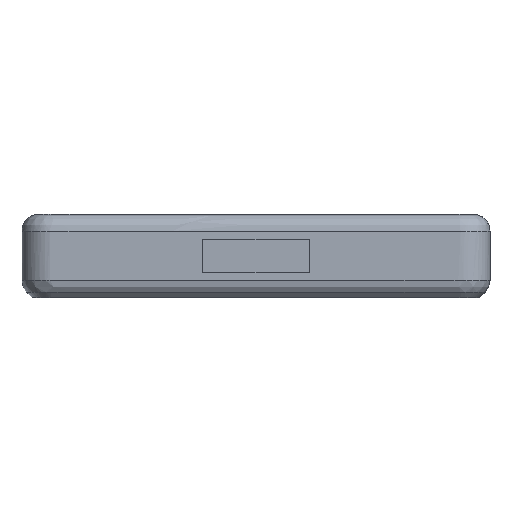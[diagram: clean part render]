
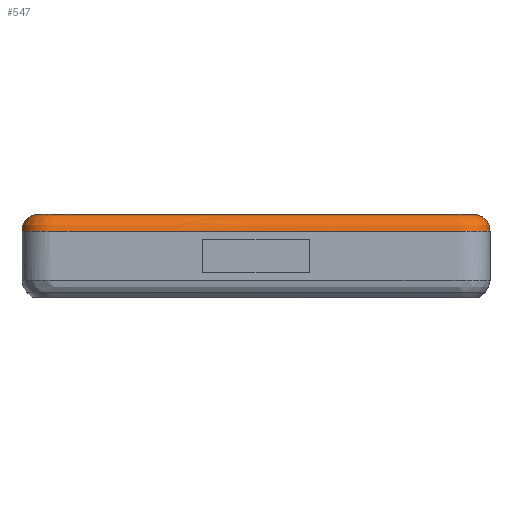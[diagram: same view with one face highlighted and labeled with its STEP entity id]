
A CAD part, left-side view. The second image highlights one B-rep face of the part: STEP entity #547.
In plain terms, the highlighted free-form (B-spline) face has degree [2, 3] with [3, 19] control points.
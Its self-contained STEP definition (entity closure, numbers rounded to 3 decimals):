
#547=ADVANCED_FACE($,(#1371),#9762,.T.);
#1371=FACE_OUTER_BOUND($,#2194,.T.);
#2194=EDGE_LOOP($,(#5190,#5191,#5192,#5193));
#5190=ORIENTED_EDGE($,*,*,#8203,.T.);
#5191=ORIENTED_EDGE($,*,*,#6464,.F.);
#5192=ORIENTED_EDGE($,*,*,#6467,.T.);
#5193=ORIENTED_EDGE($,*,*,#6462,.T.);
#6462=EDGE_CURVE($,#8484,#9631,#10494,.T.);
#6464=EDGE_CURVE($,#8486,#9643,#10496,.T.);
#6467=EDGE_CURVE($,#8486,#8484,#10498,.T.);
#8203=EDGE_CURVE($,#9631,#9643,#10697,.T.);
#8484=VERTEX_POINT($,#33503);
#8486=VERTEX_POINT($,#33505);
#9631=VERTEX_POINT($,#34650);
#9643=VERTEX_POINT($,#34662);
#9762=(
BOUNDED_SURFACE()
B_SPLINE_SURFACE(2,3,((#29254,#29255,#29256,#29257,#29258,#29259,#29260,
#29261,#29262,#29263,#29264,#29265,#29266,#29267,#29268,#29269,#29270,#29271,
#29272),(#29273,#29274,#29275,#29276,#29277,#29278,#29279,#29280,#29281,
#29282,#29283,#29284,#29285,#29286,#29287,#29288,#29289,#29290,#29291),(#29292,
#29293,#29294,#29295,#29296,#29297,#29298,#29299,#29300,#29301,#29302,#29303,
#29304,#29305,#29306,#29307,#29308,#29309,#29310)),.UNSPECIFIED.,.F.,.F.,
.F.)
B_SPLINE_SURFACE_WITH_KNOTS((3,3),(4,1,1,1,3,3,1,1,1,3,4),(0.,1.),(0.,0.51,
1.063,1.619,2.199,41.199,41.709,
42.262,42.818,43.398,83.425),.UNSPECIFIED.)
GEOMETRIC_REPRESENTATION_ITEM()
RATIONAL_B_SPLINE_SURFACE(((1.,1.,1.,1.,1.,1.,1.,1.,1.,1.,1.,1.,1.,1.,1.,
1.,1.,1.,1.),(0.707,0.707,0.707,0.707,
0.707,0.707,0.707,0.707,
0.707,0.707,0.707,0.707,
0.707,0.707,0.707,0.707,0.707,
0.707,0.707),(1.,1.,1.,1.,1.,1.,1.,1.,1.,1.,1.,1.,
1.,1.,1.,1.,1.,1.,1.)))
REPRESENTATION_ITEM($)
SURFACE()
);
#10494=(
BOUNDED_CURVE()
B_SPLINE_CURVE(3,(#13676,#13677,#13678,#13679,#13680,#13681,#13682,#13683,
#13684,#13685,#13686,#13687,#13688,#13689,#13690,#13691,#13692,#13693,#13694),
.UNSPECIFIED.,.F.,.F.)
B_SPLINE_CURVE_WITH_KNOTS((4,1,1,1,3,3,1,1,1,3,4),(0.,0.51,
1.063,1.619,2.199,41.199,41.709,
42.262,42.818,43.398,83.425),.UNSPECIFIED.)
CURVE()
GEOMETRIC_REPRESENTATION_ITEM()
RATIONAL_B_SPLINE_CURVE((1.,1.,1.,1.,1.,1.,1.,1.,1.,1.,1.,1.,1.,1.,1.,1.,
1.,1.,1.))
REPRESENTATION_ITEM($)
);
#10496=(
BOUNDED_CURVE()
B_SPLINE_CURVE(3,(#13746,#13747,#13748,#13749,#13750,#13751,#13752,#13753,
#13754,#13755,#13756,#13757,#13758,#13759,#13760,#13761,#13762,#13763,#13764),
.UNSPECIFIED.,.F.,.F.)
B_SPLINE_CURVE_WITH_KNOTS((4,1,1,1,3,3,1,1,1,3,4),(0.,
0.51,1.063,1.619,2.199,41.199,
41.709,42.262,42.818,43.398,83.425),
.UNSPECIFIED.)
CURVE()
GEOMETRIC_REPRESENTATION_ITEM()
RATIONAL_B_SPLINE_CURVE((1.,1.,1.,1.,1.,1.,1.,1.,1.,1.,1.,1.,1.,1.,1.,1.,
1.,1.,1.))
REPRESENTATION_ITEM($)
);
#10498=(
BOUNDED_CURVE()
B_SPLINE_CURVE(2,(#13818,#13819,#13820),.UNSPECIFIED.,.F.,.F.)
B_SPLINE_CURVE_WITH_KNOTS((3,3),(0.,1.),.UNSPECIFIED.)
CURVE()
GEOMETRIC_REPRESENTATION_ITEM()
RATIONAL_B_SPLINE_CURVE((1.,0.707,1.))
REPRESENTATION_ITEM($)
);
#10697=(
BOUNDED_CURVE()
B_SPLINE_CURVE(2,(#24007,#24008,#24009),.UNSPECIFIED.,.F.,.F.)
B_SPLINE_CURVE_WITH_KNOTS((3,3),(0.,2.512),.UNSPECIFIED.)
CURVE()
GEOMETRIC_REPRESENTATION_ITEM()
RATIONAL_B_SPLINE_CURVE((1.,0.707,1.))
REPRESENTATION_ITEM($)
);
#13676=CARTESIAN_POINT($,(53.,1.6,5.5));
#13677=CARTESIAN_POINT($,(52.83,1.6,5.5));
#13678=CARTESIAN_POINT($,(52.475,1.665,5.5));
#13679=CARTESIAN_POINT($,(52.01,1.958,5.5));
#13680=CARTESIAN_POINT($,(51.68,2.428,5.5));
#13681=CARTESIAN_POINT($,(51.6,2.807,5.5));
#13682=CARTESIAN_POINT($,(51.6,3.,5.5));
#13683=CARTESIAN_POINT($,(51.6,16.,5.5));
#13684=CARTESIAN_POINT($,(51.6,29.,5.5));
#13685=CARTESIAN_POINT($,(51.6,42.,5.5));
#13686=CARTESIAN_POINT($,(51.6,42.17,5.5));
#13687=CARTESIAN_POINT($,(51.665,42.525,5.5));
#13688=CARTESIAN_POINT($,(51.958,42.99,5.5));
#13689=CARTESIAN_POINT($,(52.428,43.32,5.5));
#13690=CARTESIAN_POINT($,(52.807,43.4,5.5));
#13691=CARTESIAN_POINT($,(53.,43.4,5.5));
#13692=CARTESIAN_POINT($,(66.342,43.4,5.5));
#13693=CARTESIAN_POINT($,(79.685,43.4,5.5));
#13694=CARTESIAN_POINT($,(93.027,43.4,5.5));
#13746=CARTESIAN_POINT($,(53.,0.,3.9));
#13747=CARTESIAN_POINT($,(52.635,0.,3.9));
#13748=CARTESIAN_POINT($,(51.876,0.14,3.9));
#13749=CARTESIAN_POINT($,(50.878,0.768,3.9));
#13750=CARTESIAN_POINT($,(50.171,1.775,3.9));
#13751=CARTESIAN_POINT($,(50.,2.586,3.9));
#13752=CARTESIAN_POINT($,(50.,3.,3.9));
#13753=CARTESIAN_POINT($,(50.,16.,3.9));
#13754=CARTESIAN_POINT($,(50.,29.,3.9));
#13755=CARTESIAN_POINT($,(50.,42.,3.9));
#13756=CARTESIAN_POINT($,(50.,42.365,3.9));
#13757=CARTESIAN_POINT($,(50.14,43.124,3.9));
#13758=CARTESIAN_POINT($,(50.768,44.122,3.9));
#13759=CARTESIAN_POINT($,(51.775,44.829,3.9));
#13760=CARTESIAN_POINT($,(52.586,45.,3.9));
#13761=CARTESIAN_POINT($,(53.,45.,3.9));
#13762=CARTESIAN_POINT($,(66.342,45.,3.9));
#13763=CARTESIAN_POINT($,(79.685,45.,3.9));
#13764=CARTESIAN_POINT($,(93.027,45.,3.9));
#13818=CARTESIAN_POINT($,(53.,0.,3.9));
#13819=CARTESIAN_POINT($,(53.,0.,5.5));
#13820=CARTESIAN_POINT($,(53.,1.6,5.5));
#24007=CARTESIAN_POINT($,(93.027,43.4,5.5));
#24008=CARTESIAN_POINT($,(93.027,45.,5.5));
#24009=CARTESIAN_POINT($,(93.027,45.,3.9));
#29254=CARTESIAN_POINT($,(53.,0.,3.9));
#29255=CARTESIAN_POINT($,(52.635,0.,3.9));
#29256=CARTESIAN_POINT($,(51.876,0.14,3.9));
#29257=CARTESIAN_POINT($,(50.878,0.768,3.9));
#29258=CARTESIAN_POINT($,(50.171,1.775,3.9));
#29259=CARTESIAN_POINT($,(50.,2.586,3.9));
#29260=CARTESIAN_POINT($,(50.,3.,3.9));
#29261=CARTESIAN_POINT($,(50.,16.,3.9));
#29262=CARTESIAN_POINT($,(50.,29.,3.9));
#29263=CARTESIAN_POINT($,(50.,42.,3.9));
#29264=CARTESIAN_POINT($,(50.,42.365,3.9));
#29265=CARTESIAN_POINT($,(50.14,43.124,3.9));
#29266=CARTESIAN_POINT($,(50.768,44.122,3.9));
#29267=CARTESIAN_POINT($,(51.775,44.829,3.9));
#29268=CARTESIAN_POINT($,(52.586,45.,3.9));
#29269=CARTESIAN_POINT($,(53.,45.,3.9));
#29270=CARTESIAN_POINT($,(66.342,45.,3.9));
#29271=CARTESIAN_POINT($,(79.685,45.,3.9));
#29272=CARTESIAN_POINT($,(93.027,45.,3.9));
#29273=CARTESIAN_POINT($,(53.,0.,5.5));
#29274=CARTESIAN_POINT($,(52.635,0.,5.5));
#29275=CARTESIAN_POINT($,(51.876,0.14,5.5));
#29276=CARTESIAN_POINT($,(50.878,0.768,5.5));
#29277=CARTESIAN_POINT($,(50.171,1.775,5.5));
#29278=CARTESIAN_POINT($,(50.,2.586,5.5));
#29279=CARTESIAN_POINT($,(50.,3.,5.5));
#29280=CARTESIAN_POINT($,(50.,16.,5.5));
#29281=CARTESIAN_POINT($,(50.,29.,5.5));
#29282=CARTESIAN_POINT($,(50.,42.,5.5));
#29283=CARTESIAN_POINT($,(50.,42.365,5.5));
#29284=CARTESIAN_POINT($,(50.14,43.124,5.5));
#29285=CARTESIAN_POINT($,(50.768,44.122,5.5));
#29286=CARTESIAN_POINT($,(51.775,44.829,5.5));
#29287=CARTESIAN_POINT($,(52.586,45.,5.5));
#29288=CARTESIAN_POINT($,(53.,45.,5.5));
#29289=CARTESIAN_POINT($,(66.342,45.,5.5));
#29290=CARTESIAN_POINT($,(79.685,45.,5.5));
#29291=CARTESIAN_POINT($,(93.027,45.,5.5));
#29292=CARTESIAN_POINT($,(53.,1.6,5.5));
#29293=CARTESIAN_POINT($,(52.83,1.6,5.5));
#29294=CARTESIAN_POINT($,(52.475,1.665,5.5));
#29295=CARTESIAN_POINT($,(52.01,1.958,5.5));
#29296=CARTESIAN_POINT($,(51.68,2.428,5.5));
#29297=CARTESIAN_POINT($,(51.6,2.807,5.5));
#29298=CARTESIAN_POINT($,(51.6,3.,5.5));
#29299=CARTESIAN_POINT($,(51.6,16.,5.5));
#29300=CARTESIAN_POINT($,(51.6,29.,5.5));
#29301=CARTESIAN_POINT($,(51.6,42.,5.5));
#29302=CARTESIAN_POINT($,(51.6,42.17,5.5));
#29303=CARTESIAN_POINT($,(51.665,42.525,5.5));
#29304=CARTESIAN_POINT($,(51.958,42.99,5.5));
#29305=CARTESIAN_POINT($,(52.428,43.32,5.5));
#29306=CARTESIAN_POINT($,(52.807,43.4,5.5));
#29307=CARTESIAN_POINT($,(53.,43.4,5.5));
#29308=CARTESIAN_POINT($,(66.342,43.4,5.5));
#29309=CARTESIAN_POINT($,(79.685,43.4,5.5));
#29310=CARTESIAN_POINT($,(93.027,43.4,5.5));
#33503=CARTESIAN_POINT($,(53.,1.6,5.5));
#33505=CARTESIAN_POINT($,(53.,0.,3.9));
#34650=CARTESIAN_POINT($,(93.027,43.4,5.5));
#34662=CARTESIAN_POINT($,(93.027,45.,3.9));
